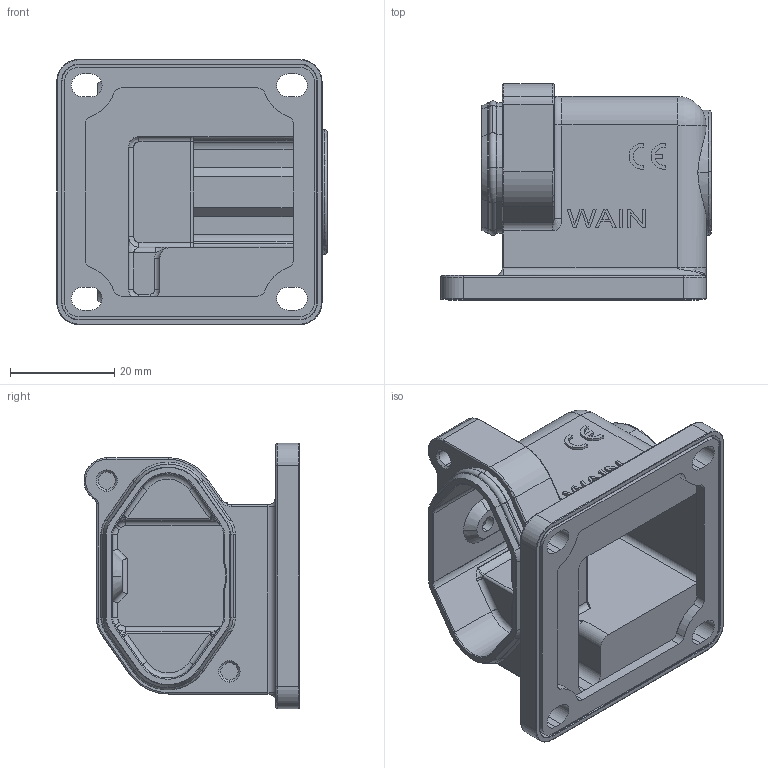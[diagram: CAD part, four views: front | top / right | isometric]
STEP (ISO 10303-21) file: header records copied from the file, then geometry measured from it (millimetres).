
FILE_DESCRIPTION(/* description */ (''),/* implementation_level */ '2;1');
FILE_NAME(/* name */ '3D_1130032201001_HP3A_H-SF-2H_V1.1.STP',/* time_stamp */ '2023-12-08T09:26:20+08:00',/* author */ (''),/* organization */ (''),/* preprocessor_version */ 'ST-DEVELOPER v18.1',/* originating_system */ 'SIEMENS PLM Software NX 1980',/* authorisation */ '');
FILE_SCHEMA (('AP203_CONFIGURATION_CONTROLLED_3D_DESIGN_OF_MECHANICAL_PARTS_AND_ASSEMBLIES_MIM_LF { 1 0 10303 403 2 1 2}'));
Length unit declared in the file: millimetre
Products named in the file (1): temp2
Bounding box: 52 x 41.5 x 51 mm (x, y, z)
Volume: 15.5 mm3; surface area: 18398.8 mm2
Topology: 6 solids, 7 shells, 487 faces, 1245 edges, 781 vertices
Faces by surface type: cylinder 198, plane 174, torus 66, cone 23, bspline 15, extrusion 8, sphere 3
Entity records: 17245 total; most frequent: CARTESIAN_POINT 5644, ORIENTED_EDGE 2488, DIRECTION 2300, EDGE_CURVE 1244, AXIS2_PLACEMENT_3D 863, VERTEX_POINT 785, VECTOR 574, LINE 566
